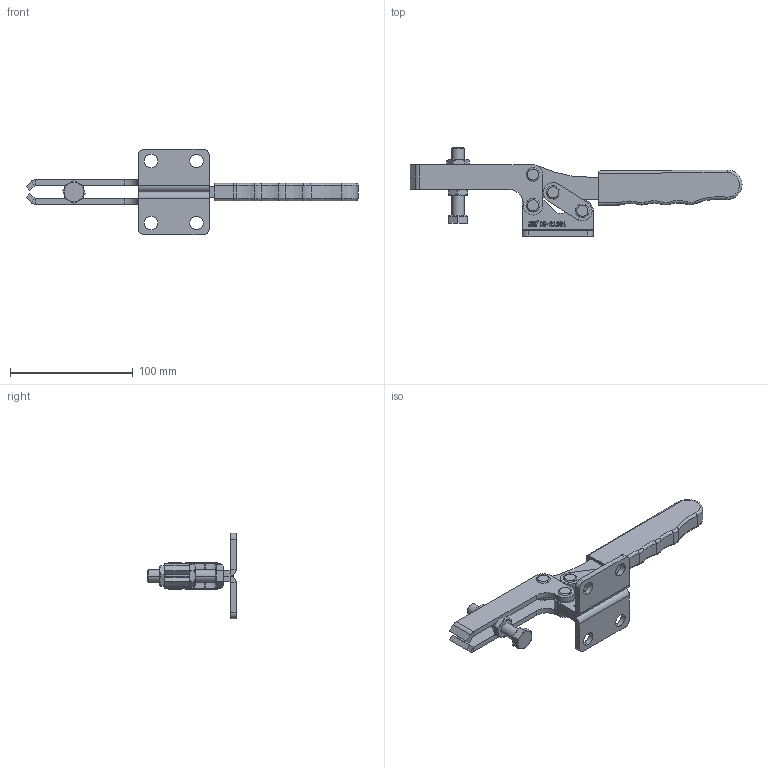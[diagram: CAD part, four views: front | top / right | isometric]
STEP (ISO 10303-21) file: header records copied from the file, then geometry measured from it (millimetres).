
FILE_DESCRIPTION (( 'STEP AP203' ), '1' );
FILE_NAME ('HS-21384 装配体.STEP', '2018-12-07T03:58:37', ( 'PCOS' ), ( '微软中国' ), 'SwSTEP 2.0', 'SolidWorks 2012', '' );
FILE_SCHEMA (( 'CONFIG_CONTROL_DESIGN' ));
Length unit declared in the file: millimetre
Products named in the file (12): HS-21384 蚾饜极; 蟀裝; 揤參衵; 揤參酘; 菜え; hex thin nuts-grades ab-chamfered gb_GB_FASTENER_NUT_STNAB M10-N; hexagon head bolts-full thread gb_GB_FASTENER_BOLT_STBAB A M10X55-N; 种; 忒梟; 忒參; 楊擘菁釱酘; 楊擘菁釱衵
Assembly tree (23 placements, depth 2):
  HS-21384 蚾饜极
    楊擘菁釱衵
    楊擘菁釱酘
    忒參
    忒梟
    种  x4
    hexagon head bolts-full thread gb_GB_FASTENER_BOLT_STBAB A M10X55-N
    hex thin nuts-grades ab-chamfered gb_GB_FASTENER_NUT_STNAB M10-N  x2
    菜え  x8
    揤參酘
    揤參衵
    蟀裝  x2
Bounding box: 270.29 x 71.88 x 69.5 mm (x, y, z)
Volume: 118013.8 mm3; surface area: 55143.8 mm2
Topology: 23 solids, 23 shells, 692 faces, 1748 edges, 1140 vertices
Faces by surface type: plane 327, cylinder 162, bspline 143, torus 34, cone 26
Entity records: 25733 total; most frequent: CARTESIAN_POINT 10261, ORIENTED_EDGE 3086, DIRECTION 2481, EDGE_CURVE 1543, VERTEX_POINT 1006, LINE 917, VECTOR 917, AXIS2_PLACEMENT_3D 782
